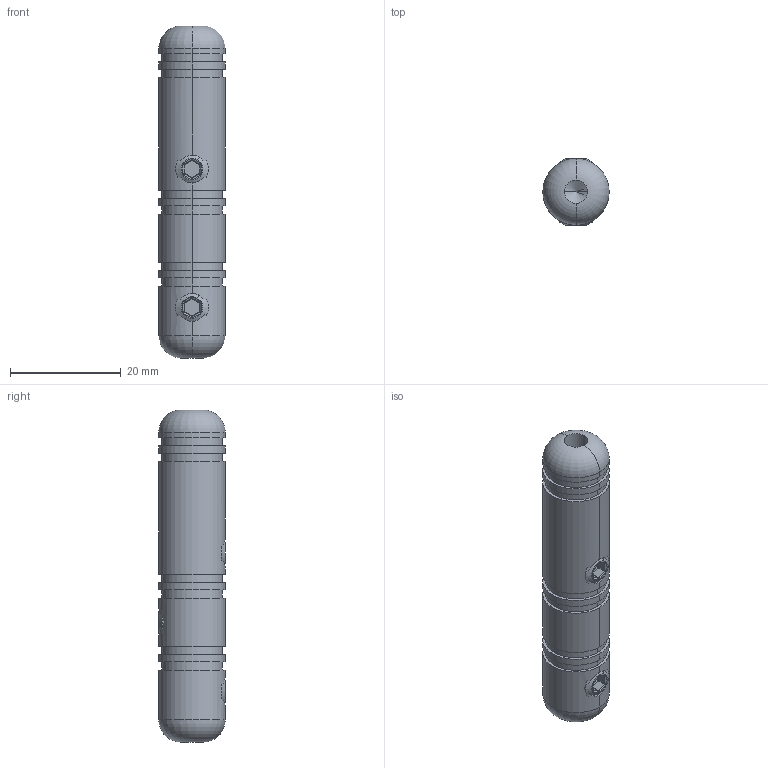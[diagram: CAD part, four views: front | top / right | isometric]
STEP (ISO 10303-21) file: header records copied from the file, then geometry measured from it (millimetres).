
FILE_DESCRIPTION (( 'STEP AP203' ), '1' );
FILE_NAME ('100013003.STEP', '2018-03-12T12:41:49', ( '' ), ( '' ), 'SwSTEP 2.0', 'SolidWorks 2015', '' );
FILE_SCHEMA (( 'CONFIG_CONTROL_DESIGN' ));
Length unit declared in the file: millimetre
Products named in the file (3): 100013003; DIN914_DIN 914 M6x6; 10001X00X Teil 1_100013003 Teil1
Assembly tree (4 placements, depth 2):
  100013003
    10001X00X Teil 1_100013003 Teil1
    DIN914_DIN 914 M6x6  x3
Bounding box: 12 x 12 x 60 mm (x, y, z)
Volume: 5851.3 mm3; surface area: 3749.7 mm2
Topology: 4 solids, 4 shells, 427 faces, 1035 edges, 643 vertices
Faces by surface type: plane 144, bspline 121, cylinder 96, torus 34, sphere 18, cone 14
Entity records: 17626 total; most frequent: CARTESIAN_POINT 10167, ORIENTED_EDGE 1642, DIRECTION 1123, EDGE_CURVE 821, VERTEX_POINT 529, VECTOR 429, LINE 429, EDGE_LOOP 368
